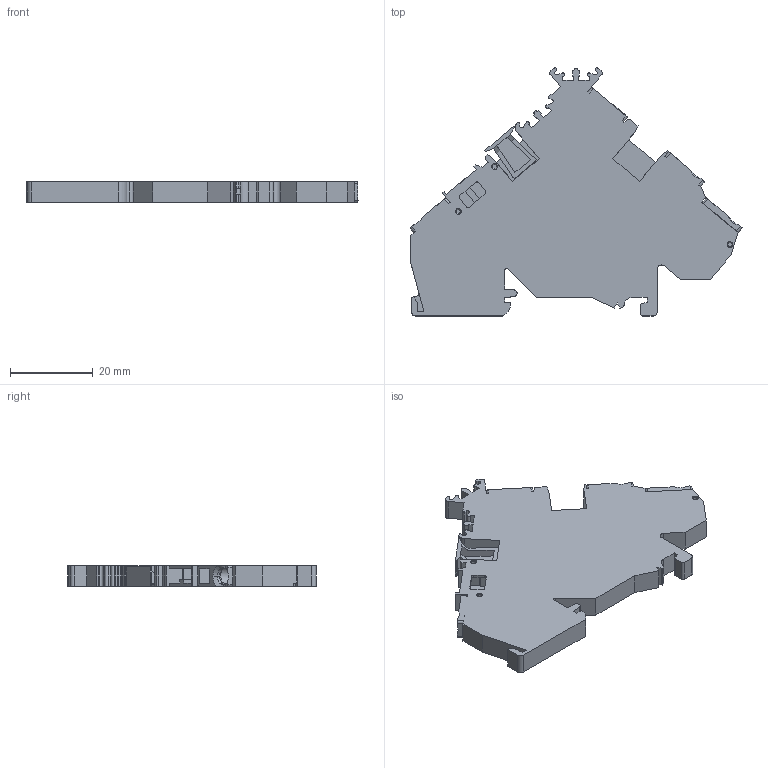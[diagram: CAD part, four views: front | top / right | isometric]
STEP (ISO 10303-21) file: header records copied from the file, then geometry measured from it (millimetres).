
FILE_DESCRIPTION((''),'2;1');
FILE_NAME('5YB576123_ASM','2023-11-17T',('dell'),(''),'PRO/ENGINEER BY PARAMETRIC TECHNOLOGY CORPORATION, 2013230','PRO/ENGINEER BY PARAMETRIC TECHNOLOGY CORPORATION, 2013230','');
FILE_SCHEMA(('AUTOMOTIVE_DESIGN { 1 0 10303 214 1 1 1 1 }'));
Length unit declared in the file: millimetre
Products named in the file (1): 5YB576123_ASM
Bounding box: 80.31 x 60 x 5 mm (x, y, z)
Volume: 12804.3 mm3; surface area: 8485.2 mm2
Topology: 1 solids, 16 shells, 430 faces, 1105 edges, 714 vertices
Faces by surface type: plane 262, cylinder 110, cone 52, bspline 4, torus 2
Entity records: 13978 total; most frequent: CARTESIAN_POINT 2634, ORIENTED_EDGE 2210, DIRECTION 2203, EDGE_CURVE 1105, VECTOR 781, LINE 781, VERTEX_POINT 714, AXIS2_PLACEMENT_3D 711
